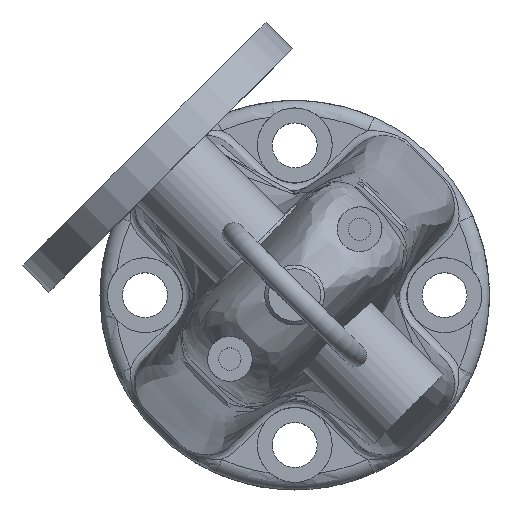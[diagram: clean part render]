
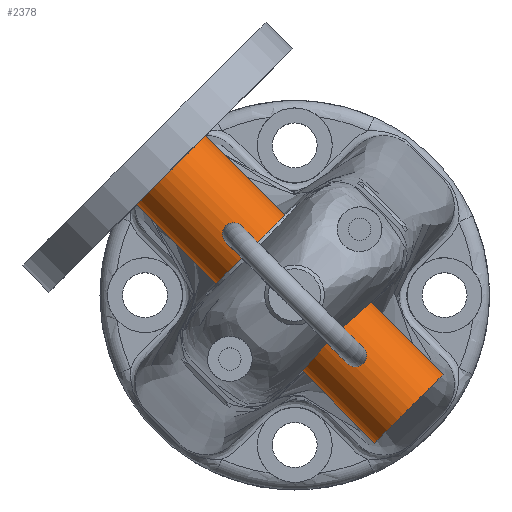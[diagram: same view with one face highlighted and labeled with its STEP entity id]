
A CAD part, top view. The second image highlights one B-rep face of the part: STEP entity #2378.
In plain terms, the highlighted cylindrical face has radius 6.5 mm (diameter 13 mm), a full revolution.
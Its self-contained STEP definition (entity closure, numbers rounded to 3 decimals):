
#312=CYLINDRICAL_SURFACE('',#2542,6.5);
#342=LINE('',#3256,#455);
#455=VECTOR('',#2777,6.5);
#582=FACE_OUTER_BOUND('',#712,.T.);
#712=EDGE_LOOP('',(#1643,#1644,#1645,#1646));
#866=CIRCLE('',#2539,6.5);
#867=CIRCLE('',#2541,6.5);
#959=VERTEX_POINT('',#3250);
#960=VERTEX_POINT('',#3253);
#1236=EDGE_CURVE('',#959,#959,#866,.T.);
#1237=EDGE_CURVE('',#960,#960,#867,.T.);
#1238=EDGE_CURVE('',#959,#960,#342,.T.);
#1643=ORIENTED_EDGE('',*,*,#1236,.T.);
#1644=ORIENTED_EDGE('',*,*,#1238,.T.);
#1645=ORIENTED_EDGE('',*,*,#1237,.F.);
#1646=ORIENTED_EDGE('',*,*,#1238,.F.);
#2378=ADVANCED_FACE('',(#582),#312,.T.);
#2539=AXIS2_PLACEMENT_3D('',#3251,#2769,#2770);
#2541=AXIS2_PLACEMENT_3D('',#3254,#2773,#2774);
#2542=AXIS2_PLACEMENT_3D('',#3255,#2775,#2776);
#2769=DIRECTION('center_axis',(0.707,-0.707,0.));
#2770=DIRECTION('ref_axis',(-0.707,-0.707,0.));
#2773=DIRECTION('center_axis',(0.707,-0.707,0.));
#2774=DIRECTION('ref_axis',(-0.707,-0.707,0.));
#2775=DIRECTION('center_axis',(-0.707,0.707,0.));
#2776=DIRECTION('ref_axis',(-0.707,-0.707,0.));
#2777=DIRECTION('',(0.707,-0.707,0.));
#3250=CARTESIAN_POINT('',(-11.949,21.141,80.));
#3251=CARTESIAN_POINT('Origin',(-16.545,16.545,80.));
#3253=CARTESIAN_POINT('',(19.871,-10.679,80.));
#3254=CARTESIAN_POINT('Origin',(15.275,-15.275,80.));
#3255=CARTESIAN_POINT('Origin',(-5.938,5.938,80.));
#3256=CARTESIAN_POINT('',(-1.342,10.535,80.));
